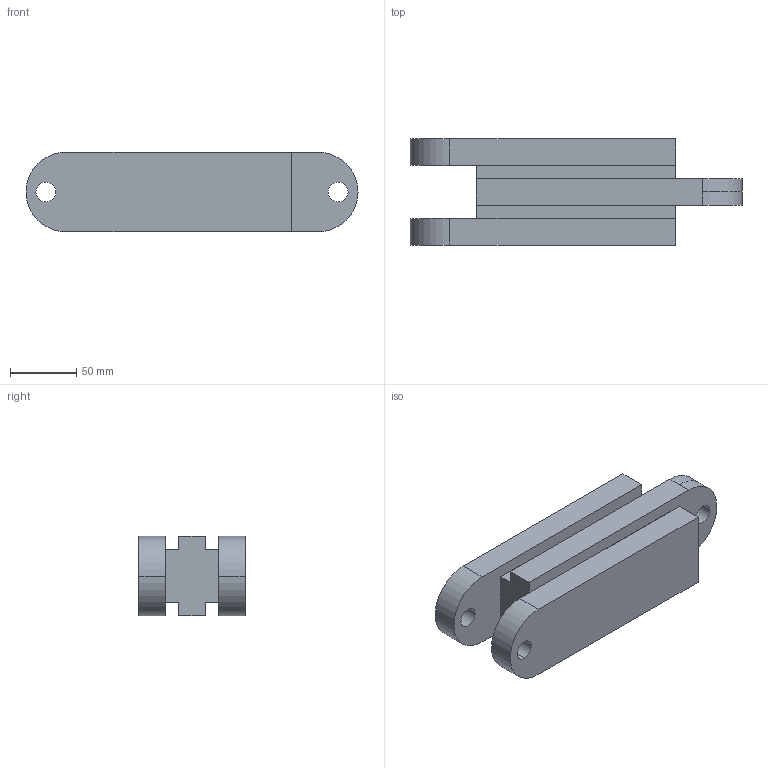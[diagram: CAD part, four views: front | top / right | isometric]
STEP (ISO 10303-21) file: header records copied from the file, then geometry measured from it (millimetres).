
FILE_DESCRIPTION (( 'STEP AP203' ), '1' );
FILE_NAME ('ArmSegment_Default_sldprt.STEP', '2022-02-10T15:26:04', ( '' ), ( '' ), 'SwSTEP 2.0', 'SolidWorks 2018', '' );
FILE_SCHEMA (( 'CONFIG_CONTROL_DESIGN' ));
Length unit declared in the file: millimetre
Products named in the file (1): ArmSegment_Default_sldprt
Bounding box: 250 x 80 x 60 mm (x, y, z)
Volume: 806220.1 mm3; surface area: 84704.3 mm2
Topology: 1 solids, 1 shells, 33 faces, 92 edges, 61 vertices
Faces by surface type: plane 19, cylinder 14
Entity records: 1153 total; most frequent: CARTESIAN_POINT 187, DIRECTION 186, ORIENTED_EDGE 184, EDGE_CURVE 92, LINE 66, VECTOR 66, VERTEX_POINT 61, AXIS2_PLACEMENT_3D 60
